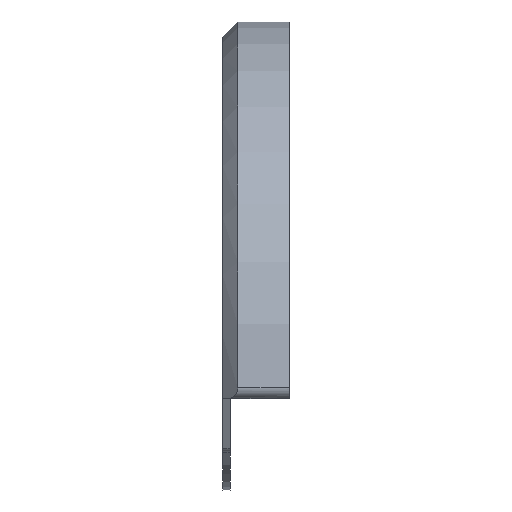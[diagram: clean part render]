
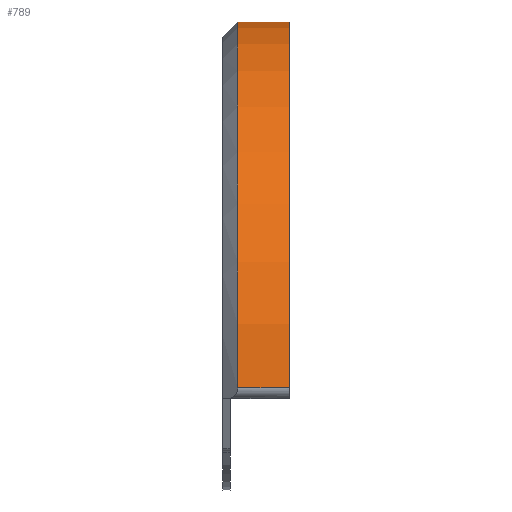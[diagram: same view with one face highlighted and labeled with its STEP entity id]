
A CAD part, left-side view. The second image highlights one B-rep face of the part: STEP entity #789.
In plain terms, the highlighted cylindrical face has radius 17.5 mm (diameter 35 mm), a partial arc.
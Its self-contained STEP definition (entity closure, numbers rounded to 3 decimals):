
#146 = EDGE_CURVE ( 'NONE', #497, #2050, #1537, .T. ) ;
#149 = AXIS2_PLACEMENT_3D ( 'NONE', #412, #958, #1291 ) ;
#293 = DIRECTION ( 'NONE',  ( 0., -1., 0. ) ) ;
#331 = DIRECTION ( 'NONE',  ( 0., -1., 0. ) ) ;
#376 = EDGE_CURVE ( 'NONE', #1863, #1014, #2155, .T. ) ;
#412 = CARTESIAN_POINT ( 'NONE',  ( 0., -2.75, 0. ) ) ;
#437 = CARTESIAN_POINT ( 'NONE',  ( -17.492, 0.35, 0.515 ) ) ;
#497 = VERTEX_POINT ( 'NONE', #1871 ) ;
#789 = ADVANCED_FACE ( 'NONE', ( #1336 ), #1136, .T. ) ;
#816 = DIRECTION ( 'NONE',  ( 0., -1., 0. ) ) ;
#836 = DIRECTION ( 'NONE',  ( 0., 0., 1. ) ) ;
#841 = ORIENTED_EDGE ( 'NONE', *, *, #1584, .T. ) ;
#880 = ORIENTED_EDGE ( 'NONE', *, *, #376, .T. ) ;
#958 = DIRECTION ( 'NONE',  ( 0., -1., 0. ) ) ;
#981 = DIRECTION ( 'NONE',  ( 0., 0., -1. ) ) ;
#989 = AXIS2_PLACEMENT_3D ( 'NONE', #1904, #331, #836 ) ;
#1014 = VERTEX_POINT ( 'NONE', #1130 ) ;
#1063 = EDGE_LOOP ( 'NONE', ( #1749, #880, #841, #2069 ) ) ;
#1130 = CARTESIAN_POINT ( 'NONE',  ( -17.492, -0.35, 0.515 ) ) ;
#1136 = CYLINDRICAL_SURFACE ( 'NONE', #2065, 17.5 ) ;
#1155 = LINE ( 'NONE', #1675, #2160 ) ;
#1291 = DIRECTION ( 'NONE',  ( 0., 0., -1. ) ) ;
#1336 = FACE_OUTER_BOUND ( 'NONE', #1063, .T. ) ;
#1505 = VECTOR ( 'NONE', #816, 1000. ) ;
#1537 = CIRCLE ( 'NONE', #149, 17.5 ) ;
#1584 = EDGE_CURVE ( 'NONE', #1014, #2050, #2005, .T. ) ;
#1591 = EDGE_CURVE ( 'NONE', #497, #1863, #1155, .T. ) ;
#1675 = CARTESIAN_POINT ( 'NONE',  ( 17.492, 0.35, 0.515 ) ) ;
#1749 = ORIENTED_EDGE ( 'NONE', *, *, #1591, .T. ) ;
#1863 = VERTEX_POINT ( 'NONE', #2008 ) ;
#1865 = CARTESIAN_POINT ( 'NONE',  ( -17.492, -2.75, 0.515 ) ) ;
#1871 = CARTESIAN_POINT ( 'NONE',  ( 17.492, -2.75, 0.515 ) ) ;
#1904 = CARTESIAN_POINT ( 'NONE',  ( 0., -0.35, 0. ) ) ;
#2005 = LINE ( 'NONE', #437, #1505 ) ;
#2008 = CARTESIAN_POINT ( 'NONE',  ( 17.492, -0.35, 0.515 ) ) ;
#2040 = CARTESIAN_POINT ( 'NONE',  ( 0., 0.35, 0. ) ) ;
#2050 = VERTEX_POINT ( 'NONE', #1865 ) ;
#2065 = AXIS2_PLACEMENT_3D ( 'NONE', #2040, #293, #981 ) ;
#2069 = ORIENTED_EDGE ( 'NONE', *, *, #146, .F. ) ;
#2155 = CIRCLE ( 'NONE', #989, 17.5 ) ;
#2160 = VECTOR ( 'NONE', #2196, 1000. ) ;
#2196 = DIRECTION ( 'NONE',  ( 0., 1., 0. ) ) ;
